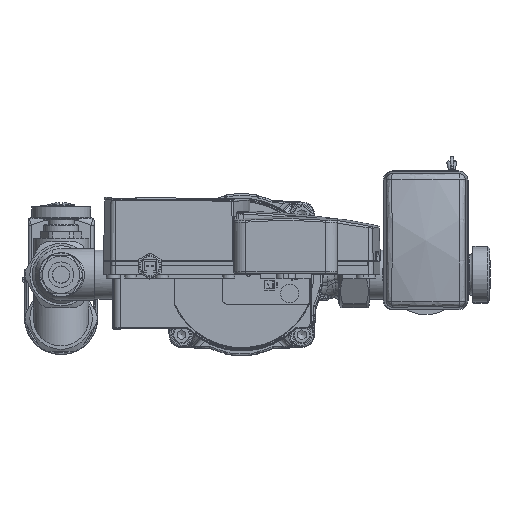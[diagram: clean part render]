
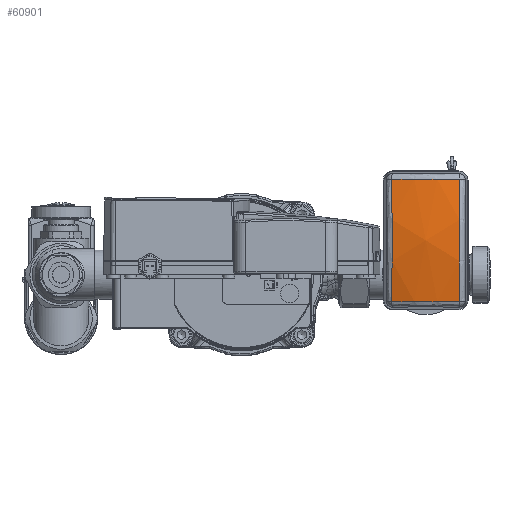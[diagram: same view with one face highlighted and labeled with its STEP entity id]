
A CAD part, front view. The second image highlights one B-rep face of the part: STEP entity #60901.
In plain terms, the highlighted free-form (B-spline) face has degree [2, 2] with [3, 3] control points.
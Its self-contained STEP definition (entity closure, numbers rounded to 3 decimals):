
#354=B_SPLINE_CURVE_WITH_KNOTS('',3,(#87445,#87446,#87447,#87448,#87449),
 .UNSPECIFIED.,.F.,.F.,(4,1,4),(0.032,2.202,3.82),
 .UNSPECIFIED.);
#355=B_SPLINE_CURVE_WITH_KNOTS('',3,(#87451,#87452,#87453,#87454,#87455,
#87456),.UNSPECIFIED.,.F.,.F.,(4,1,1,4),(0.032,3.005,
5.008,6.979),.UNSPECIFIED.);
#356=B_SPLINE_CURVE_WITH_KNOTS('',3,(#87458,#87459,#87460,#87461,#87462),
 .UNSPECIFIED.,.F.,.F.,(4,1,4),(0.032,2.202,3.82),
 .UNSPECIFIED.);
#357=B_SPLINE_CURVE_WITH_KNOTS('',3,(#87463,#87464,#87465,#87466,#87467,
#87468),.UNSPECIFIED.,.F.,.F.,(4,1,1,4),(0.032,3.005,
5.008,6.979),.UNSPECIFIED.);
#1883=(
BOUNDED_SURFACE()
B_SPLINE_SURFACE(2,2,((#87434,#87435,#87436),(#87437,#87438,#87439),(#87440,
#87441,#87442)),.UNSPECIFIED.,.F.,.F.,.F.)
B_SPLINE_SURFACE_WITH_KNOTS((3,3),(3,3),(-0.197,0.197),
(-0.225,0.225),.UNSPECIFIED.)
GEOMETRIC_REPRESENTATION_ITEM()
RATIONAL_B_SPLINE_SURFACE(((1.,0.975,1.),(0.981,
0.956,0.981),(1.,0.975,1.)))
REPRESENTATION_ITEM('')
SURFACE()
);
#4828=FACE_OUTER_BOUND('',#8469,.T.);
#8469=EDGE_LOOP('',(#38524,#38525,#38526,#38527));
#23601=VERTEX_POINT('',#87443);
#23602=VERTEX_POINT('',#87444);
#23603=VERTEX_POINT('',#87450);
#23604=VERTEX_POINT('',#87457);
#29296=EDGE_CURVE('',#23601,#23602,#354,.T.);
#29297=EDGE_CURVE('',#23603,#23601,#355,.T.);
#29298=EDGE_CURVE('',#23604,#23603,#356,.T.);
#29299=EDGE_CURVE('',#23602,#23604,#357,.T.);
#38524=ORIENTED_EDGE('',*,*,#29296,.F.);
#38525=ORIENTED_EDGE('',*,*,#29297,.F.);
#38526=ORIENTED_EDGE('',*,*,#29298,.F.);
#38527=ORIENTED_EDGE('',*,*,#29299,.F.);
#60901=ADVANCED_FACE('',(#4828),#1883,.F.);
#87434=CARTESIAN_POINT('Ctrl Pts',(19.592,-77.767,-15.56));
#87435=CARTESIAN_POINT('Ctrl Pts',(19.592,-85.86,19.75));
#87436=CARTESIAN_POINT('Ctrl Pts',(19.592,-77.767,55.06));
#87437=CARTESIAN_POINT('Ctrl Pts',(0.,-81.583,
-16.434));
#87438=CARTESIAN_POINT('Ctrl Pts',(0.,-89.876,
19.75));
#87439=CARTESIAN_POINT('Ctrl Pts',(0.,-81.583,
55.934));
#87440=CARTESIAN_POINT('Ctrl Pts',(-19.592,-77.767,
-15.56));
#87441=CARTESIAN_POINT('Ctrl Pts',(-19.592,-85.86,
19.75));
#87442=CARTESIAN_POINT('Ctrl Pts',(-19.592,-77.767,
55.06));
#87443=CARTESIAN_POINT('',(-19.592,-77.767,55.06));
#87444=CARTESIAN_POINT('',(19.592,-77.767,55.06));
#87445=CARTESIAN_POINT('Ctrl Pts',(-19.592,-77.767,
55.06));
#87446=CARTESIAN_POINT('Ctrl Pts',(-12.217,-79.296,
54.986));
#87447=CARTESIAN_POINT('Ctrl Pts',(0.976,-80.453,
54.93));
#87448=CARTESIAN_POINT('Ctrl Pts',(14.089,-78.908,55.005));
#87449=CARTESIAN_POINT('Ctrl Pts',(19.592,-77.767,55.06));
#87450=CARTESIAN_POINT('',(-19.592,-77.767,-15.56));
#87451=CARTESIAN_POINT('Ctrl Pts',(-19.592,-77.767,
-15.56));
#87452=CARTESIAN_POINT('Ctrl Pts',(-19.47,-80.061,
-5.662));
#87453=CARTESIAN_POINT('Ctrl Pts',(-19.352,-82.28,
11.282));
#87454=CARTESIAN_POINT('Ctrl Pts',(-19.394,-81.498,
35.066));
#87455=CARTESIAN_POINT('Ctrl Pts',(-19.511,-79.288,48.497));
#87456=CARTESIAN_POINT('Ctrl Pts',(-19.592,-77.767,
55.06));
#87457=CARTESIAN_POINT('',(19.592,-77.767,-15.56));
#87458=CARTESIAN_POINT('Ctrl Pts',(19.592,-77.767,-15.56));
#87459=CARTESIAN_POINT('Ctrl Pts',(12.217,-79.296,-15.486));
#87460=CARTESIAN_POINT('Ctrl Pts',(-0.976,-80.453,
-15.43));
#87461=CARTESIAN_POINT('Ctrl Pts',(-14.089,-78.908,
-15.505));
#87462=CARTESIAN_POINT('Ctrl Pts',(-19.592,-77.767,
-15.56));
#87463=CARTESIAN_POINT('Ctrl Pts',(19.592,-77.767,55.06));
#87464=CARTESIAN_POINT('Ctrl Pts',(19.47,-80.061,45.162));
#87465=CARTESIAN_POINT('Ctrl Pts',(19.352,-82.28,28.218));
#87466=CARTESIAN_POINT('Ctrl Pts',(19.394,-81.498,4.434));
#87467=CARTESIAN_POINT('Ctrl Pts',(19.511,-79.288,-8.997));
#87468=CARTESIAN_POINT('Ctrl Pts',(19.592,-77.767,-15.56));
